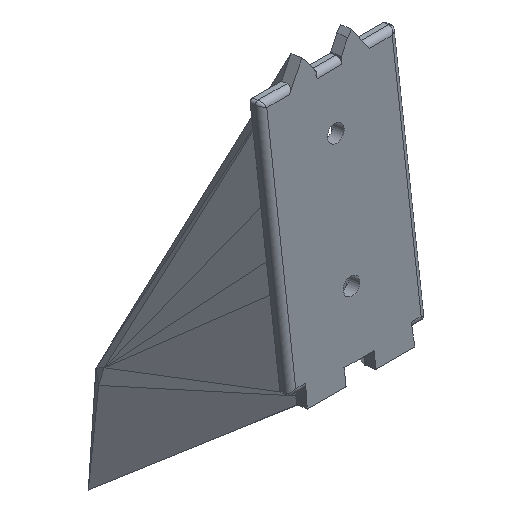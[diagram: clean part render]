
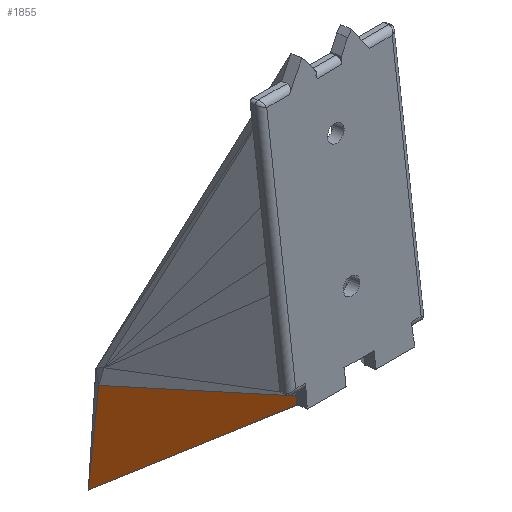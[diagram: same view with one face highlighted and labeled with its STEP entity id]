
A CAD part, isometric view. The second image highlights one B-rep face of the part: STEP entity #1855.
In plain terms, the highlighted planar face has unit normal (-0.87, -0.486, 0.088).
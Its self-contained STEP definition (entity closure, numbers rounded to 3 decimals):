
#74=PLANE('',#2026);
#270=LINE('',#3089,#491);
#285=LINE('',#3119,#506);
#287=LINE('',#3123,#508);
#288=LINE('',#3125,#509);
#289=LINE('',#3126,#510);
#491=VECTOR('',#2434,10.);
#506=VECTOR('',#2461,400.157);
#508=VECTOR('',#2465,10.);
#509=VECTOR('',#2466,399.19);
#510=VECTOR('',#2467,403.615);
#646=FACE_OUTER_BOUND('',#765,.T.);
#765=EDGE_LOOP('',(#1612,#1613,#1614,#1615,#1616));
#974=VERTEX_POINT('',#3086);
#975=VERTEX_POINT('',#3088);
#984=VERTEX_POINT('',#3118);
#985=VERTEX_POINT('',#3122);
#986=VERTEX_POINT('',#3124);
#1191=EDGE_CURVE('',#974,#975,#270,.T.);
#1206=EDGE_CURVE('',#975,#984,#285,.T.);
#1208=EDGE_CURVE('',#974,#985,#287,.T.);
#1209=EDGE_CURVE('',#986,#985,#288,.T.);
#1210=EDGE_CURVE('',#984,#986,#289,.T.);
#1612=ORIENTED_EDGE('',*,*,#1208,.T.);
#1613=ORIENTED_EDGE('',*,*,#1209,.F.);
#1614=ORIENTED_EDGE('',*,*,#1210,.F.);
#1615=ORIENTED_EDGE('',*,*,#1206,.F.);
#1616=ORIENTED_EDGE('',*,*,#1191,.F.);
#1855=ADVANCED_FACE('',(#646),#74,.T.);
#2026=AXIS2_PLACEMENT_3D('',#3121,#2463,#2464);
#2434=DIRECTION('',(-0.03,-0.125,-0.992));
#2461=DIRECTION('',(-0.452,0.711,-0.539));
#2463=DIRECTION('center_axis',(-0.87,-0.486,0.088));
#2464=DIRECTION('ref_axis',(-0.493,0.866,-0.084));
#2465=DIRECTION('',(0.03,0.125,0.992));
#2466=DIRECTION('',(0.494,-0.861,0.121));
#2467=DIRECTION('',(0.107,-0.012,0.994));
#3086=CARTESIAN_POINT('',(-9.856,36.762,-99.252));
#3088=CARTESIAN_POINT('',(-9.86,36.744,-99.391));
#3089=CARTESIAN_POINT('',(-9.515,38.174,-88.079));
#3118=CARTESIAN_POINT('',(-24.691,60.082,-117.079));
#3119=CARTESIAN_POINT('',(-8.392,34.435,-97.641));
#3121=CARTESIAN_POINT('Origin',(-22.985,59.897,-101.231));
#3122=CARTESIAN_POINT('',(-9.817,36.921,-97.992));
#3123=CARTESIAN_POINT('',(-9.817,36.921,-97.992));
#3124=CARTESIAN_POINT('',(-22.985,59.897,-101.231));
#3125=CARTESIAN_POINT('',(-22.985,59.897,-101.231));
#3126=CARTESIAN_POINT('',(-24.691,60.082,-117.079));
